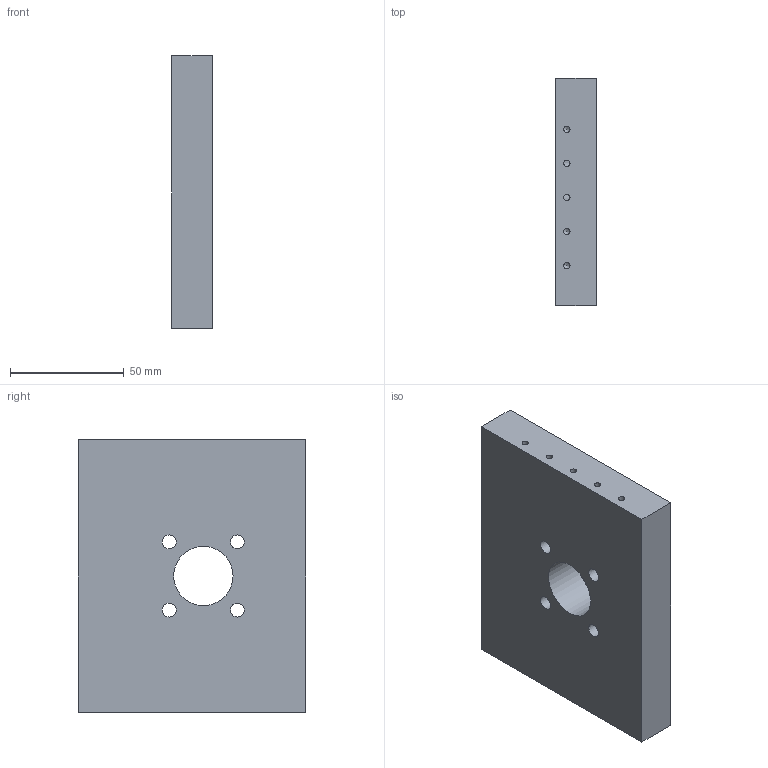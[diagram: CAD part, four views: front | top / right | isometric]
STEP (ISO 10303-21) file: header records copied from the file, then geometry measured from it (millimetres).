
FILE_DESCRIPTION(/* description */ (''),/* implementation_level */ '2;1');
FILE_NAME(/* name */ 'OpenFrameAdapter_2.stp',/* time_stamp */ '2024-06-05T15:55:04+02:00',/* author */ ('diederichbenedict'),/* organization */ (''),/* preprocessor_version */ 'ST-DEVELOPER v20',/* originating_system */ 'Autodesk Inventor 2024',/* authorisation */ '');
FILE_SCHEMA (('AUTOMOTIVE_DESIGN { 1 0 10303 214 3 1 1 }'));
Length unit declared in the file: millimetre
Products named in the file (1): OpenFrameAdapter_2
Bounding box: 18 x 100 x 120 mm (x, y, z)
Volume: 203377.9 mm3; surface area: 34713.3 mm2
Topology: 1 solids, 1 shells, 31 faces, 77 edges, 48 vertices
Faces by surface type: cylinder 15, cone 10, plane 6
Full cylindrical faces by diameter (mm): 2.8 x10, 6.1 x4, 26.111 x1
Entity records: 934 total; most frequent: DIRECTION 161, CARTESIAN_POINT 147, ORIENTED_EDGE 134, EDGE_CURVE 67, AXIS2_PLACEMENT_3D 62, EDGE_LOOP 51, VERTEX_POINT 48, LINE 37
